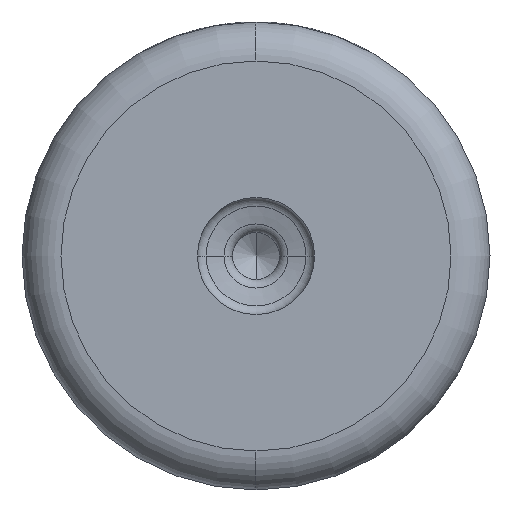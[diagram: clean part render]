
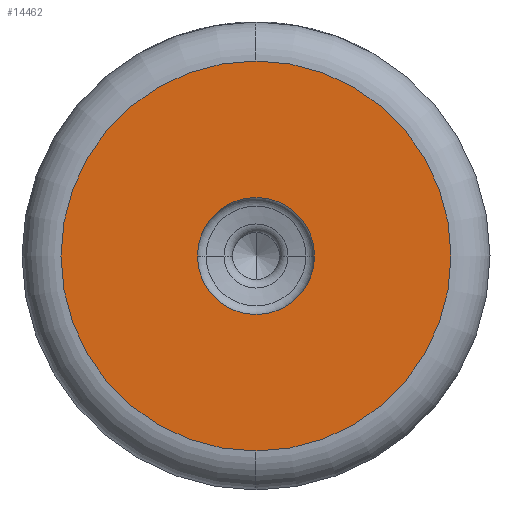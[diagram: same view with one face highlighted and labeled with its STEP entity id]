
A CAD part, left-side view. The second image highlights one B-rep face of the part: STEP entity #14462.
In plain terms, the highlighted planar face has unit normal (-1, 0, 0).
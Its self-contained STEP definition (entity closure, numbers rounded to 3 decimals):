
#2184=CARTESIAN_POINT('',(-16.15,0.,0.));
#2185=DIRECTION('',(-1.,0.,0.));
#2186=DIRECTION('',(0.,0.,1.));
#2187=AXIS2_PLACEMENT_3D('',#2184,#2185,#2186);
#2189=CARTESIAN_POINT('',(-16.15,0.,0.));
#2190=DIRECTION('',(-1.,0.,0.));
#2191=DIRECTION('',(0.,0.,-1.));
#2192=AXIS2_PLACEMENT_3D('',#2189,#2190,#2191);
#2194=CARTESIAN_POINT('',(-16.15,0.,0.));
#2195=DIRECTION('',(-1.,0.,0.));
#2196=DIRECTION('',(0.,-1.,0.));
#2197=AXIS2_PLACEMENT_3D('',#2194,#2195,#2196);
#2199=CARTESIAN_POINT('',(-16.15,0.,0.));
#2200=DIRECTION('',(-1.,0.,0.));
#2201=DIRECTION('',(0.,1.,0.));
#2202=AXIS2_PLACEMENT_3D('',#2199,#2200,#2201);
#10733=CARTESIAN_POINT('',(-16.15,0.,2.5));
#10734=CARTESIAN_POINT('',(-16.15,0.,-2.5));
#10735=VERTEX_POINT('',#10733);
#10736=VERTEX_POINT('',#10734);
#10813=CARTESIAN_POINT('',(-16.15,-0.75,0.));
#10814=CARTESIAN_POINT('',(-16.15,0.75,0.));
#10815=VERTEX_POINT('',#10813);
#10816=VERTEX_POINT('',#10814);
#14446=CARTESIAN_POINT('',(-16.15,0.,0.));
#14447=DIRECTION('',(1.,0.,0.));
#14448=DIRECTION('',(0.,0.,1.));
#14449=AXIS2_PLACEMENT_3D('',#14446,#14447,#14448);
#14450=PLANE('',#14449);
#14451=ORIENTED_EDGE('',*,*,#14436,.F.);
#14453=ORIENTED_EDGE('',*,*,#14452,.F.);
#14454=EDGE_LOOP('',(#14451,#14453));
#14455=FACE_OUTER_BOUND('',#14454,.F.);
#14457=ORIENTED_EDGE('',*,*,#14456,.T.);
#14459=ORIENTED_EDGE('',*,*,#14458,.T.);
#14460=EDGE_LOOP('',(#14457,#14459));
#14461=FACE_BOUND('',#14460,.F.);
#14462=ADVANCED_FACE('',(#14455,#14461),#14450,.F.);
#2188=CIRCLE('',#2187,2.5);
#2193=CIRCLE('',#2192,2.5);
#2198=CIRCLE('',#2197,0.75);
#2203=CIRCLE('',#2202,0.75);
#14436=EDGE_CURVE('',#10735,#10736,#2188,.T.);
#14452=EDGE_CURVE('',#10736,#10735,#2193,.T.);
#14456=EDGE_CURVE('',#10815,#10816,#2198,.T.);
#14458=EDGE_CURVE('',#10816,#10815,#2203,.T.);
